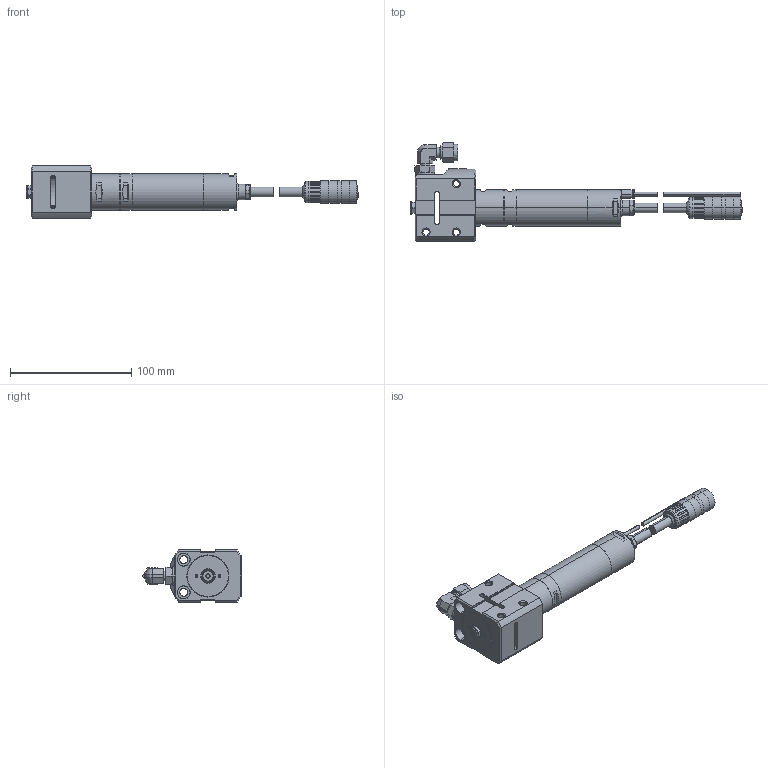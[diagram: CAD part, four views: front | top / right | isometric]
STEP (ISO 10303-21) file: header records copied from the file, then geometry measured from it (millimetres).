
FILE_DESCRIPTION (( 'STEP AP203' ), '1' );
FILE_NAME ('CTS-3030+EM-3030T-J.STEP', '2021-08-27T09:44:21', ( '' ), ( '' ), 'SwSTEP 2.0', 'SolidWorks 2017', '' );
FILE_SCHEMA (( 'CONFIG_CONTROL_DESIGN' ));
Length unit declared in the file: millimetre
Products named in the file (1): CTS-3030+EM-3030T-J
Bounding box: 274.37 x 81.35 x 43 mm (x, y, z)
Volume: 111257.9 mm3; surface area: 69584.9 mm2
Topology: 16 solids, 16 shells, 940 faces, 2121 edges, 1284 vertices
Faces by surface type: plane 398, cylinder 294, cone 229, bspline 16, torus 2, sphere 1
Entity records: 27054 total; most frequent: CARTESIAN_POINT 5862, DIRECTION 4572, ORIENTED_EDGE 4222, EDGE_CURVE 2111, AXIS2_PLACEMENT_3D 1749, VERTEX_POINT 1283, EDGE_LOOP 1076, VECTOR 1074
